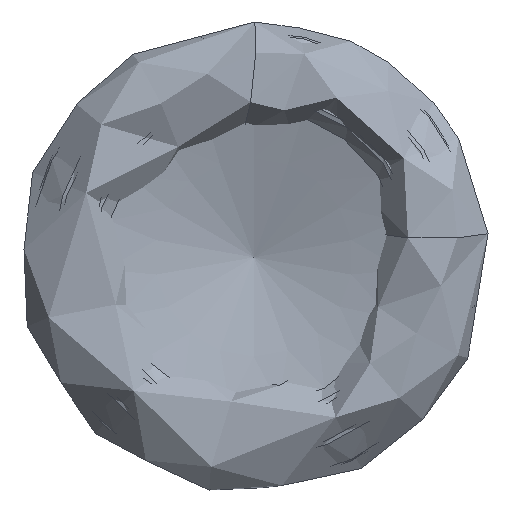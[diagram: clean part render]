
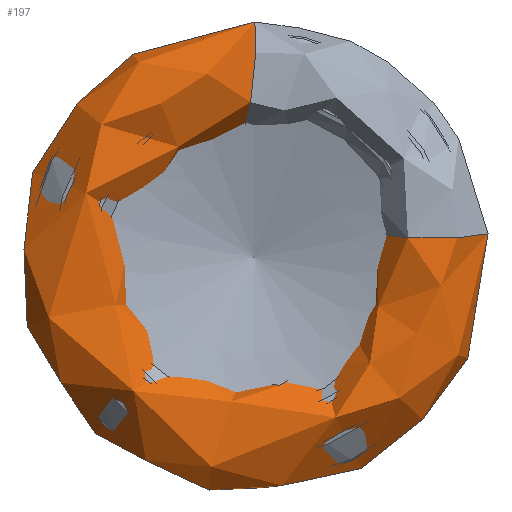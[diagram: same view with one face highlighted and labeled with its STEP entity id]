
A CAD part, left-side view. The second image highlights one B-rep face of the part: STEP entity #197.
In plain terms, the highlighted free-form (B-spline) face has degree [3, 3] with [7, 7] control points.
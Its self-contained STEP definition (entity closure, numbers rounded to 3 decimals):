
#197=ADVANCED_FACE('',(#218,#219),#216,.F.);
#216=(
BOUNDED_SURFACE()
B_SPLINE_SURFACE(3,3,((#488,#489,#490,#491,#492,#493,#494),(#495,#496,#497,
#498,#499,#500,#501),(#502,#503,#504,#505,#506,#507,#508),(#509,#510,#511,
#512,#513,#514,#515),(#516,#517,#518,#519,#520,#521,#522),(#523,#524,#525,
#526,#527,#528,#529),(#530,#531,#532,#533,#534,#535,#536)),
 .UNSPECIFIED.,.T.,.F.,.F.)
B_SPLINE_SURFACE_WITH_KNOTS((1,3,3,3,1),(4,3,4),(-0.5,0.,0.5,1.,1.5),(0.,
0.5,1.),.UNSPECIFIED.)
GEOMETRIC_REPRESENTATION_ITEM()
RATIONAL_B_SPLINE_SURFACE(((1.,0.572,0.572,1.,0.572,
0.572,1.),(0.333,0.191,0.191,
0.333,0.191,0.191,0.333),
(0.333,0.191,0.191,0.333,
0.191,0.191,0.333),(1.,0.572,
0.572,1.,0.572,0.572,1.),(0.333,
0.191,0.191,0.333,0.191,
0.191,0.333),(0.333,0.191,
0.191,0.333,0.191,0.191,
0.333),(1.,0.572,0.572,1.,0.572,
0.572,1.)))
REPRESENTATION_ITEM('')
SURFACE()
);
#218=FACE_BOUND('',#254,.T.);
#219=FACE_BOUND('',#255,.T.);
#254=EDGE_LOOP('',(#290));
#255=EDGE_LOOP('',(#291));
#290=ORIENTED_EDGE('',*,*,#345,.T.);
#291=ORIENTED_EDGE('',*,*,#346,.F.);
#326=VERTEX_POINT('',#485);
#327=VERTEX_POINT('',#487);
#345=EDGE_CURVE('',#326,#326,#363,.T.);
#346=EDGE_CURVE('',#327,#327,#364,.T.);
#363=CIRCLE('',#382,6.);
#364=CIRCLE('',#383,6.);
#382=AXIS2_PLACEMENT_3D('',#484,#416,#417);
#383=AXIS2_PLACEMENT_3D('',#486,#418,#419);
#416=DIRECTION('',(-0.105,0.989,0.104));
#417=DIRECTION('',(0.995,0.104,0.011));
#418=DIRECTION('',(-0.105,0.,0.995));
#419=DIRECTION('',(0.995,0.,0.105));
#484=CARTESIAN_POINT('',(5.967,0.637,19.034));
#485=CARTESIAN_POINT('',(11.934,1.26,19.1));
#486=CARTESIAN_POINT('',(5.967,-18.863,2.627));
#487=CARTESIAN_POINT('',(11.934,-18.863,3.254));
#488=CARTESIAN_POINT('',(11.934,-18.863,3.254));
#489=CARTESIAN_POINT('',(11.934,-22.403,-17.263));
#490=CARTESIAN_POINT('',(11.934,-4.516,-27.919));
#491=CARTESIAN_POINT('',(11.934,11.842,-15.039));
#492=CARTESIAN_POINT('',(11.934,28.2,-2.158));
#493=CARTESIAN_POINT('',(11.934,22.036,17.729));
#494=CARTESIAN_POINT('',(11.934,1.26,19.1));
#495=CARTESIAN_POINT('',(11.934,-6.863,3.254));
#496=CARTESIAN_POINT('',(11.934,-10.403,-4.21));
#497=CARTESIAN_POINT('',(11.934,-4.702,-10.19));
#498=CARTESIAN_POINT('',(11.934,2.923,-7.01));
#499=CARTESIAN_POINT('',(11.934,10.548,-3.83));
#500=CARTESIAN_POINT('',(11.934,10.312,4.428));
#501=CARTESIAN_POINT('',(11.934,2.517,7.166));
#502=CARTESIAN_POINT('',(0.,-6.863,2.));
#503=CARTESIAN_POINT('',(0.,-9.038,-5.465));
#504=CARTESIAN_POINT('',(0.,-2.849,-10.17));
#505=CARTESIAN_POINT('',(0.,3.762,-6.078));
#506=CARTESIAN_POINT('',(0.,10.374,-1.985));
#507=CARTESIAN_POINT('',(0.,8.922,5.653));
#508=CARTESIAN_POINT('',(0.,1.27,7.035));
#509=CARTESIAN_POINT('',(0.,-18.863,2.));
#510=CARTESIAN_POINT('',(0.,-21.038,-18.517));
#511=CARTESIAN_POINT('',(0.,-2.663,-27.9));
#512=CARTESIAN_POINT('',(0.,12.681,-14.106));
#513=CARTESIAN_POINT('',(0.,28.025,-0.313));
#514=CARTESIAN_POINT('',(0.,20.645,18.955));
#515=CARTESIAN_POINT('',(0.,0.013,18.969));
#516=CARTESIAN_POINT('',(0.,-30.863,2.));
#517=CARTESIAN_POINT('',(0.,-33.038,-31.57));
#518=CARTESIAN_POINT('',(0.,-2.477,-45.63));
#519=CARTESIAN_POINT('',(0.,21.6,-22.135));
#520=CARTESIAN_POINT('',(0.,45.676,1.36));
#521=CARTESIAN_POINT('',(0.,32.369,32.256));
#522=CARTESIAN_POINT('',(0.,-1.244,30.902));
#523=CARTESIAN_POINT('',(11.934,-30.863,3.254));
#524=CARTESIAN_POINT('',(11.934,-34.403,-30.316));
#525=CARTESIAN_POINT('',(11.934,-4.33,-45.649));
#526=CARTESIAN_POINT('',(11.934,20.761,-23.067));
#527=CARTESIAN_POINT('',(11.934,45.851,-0.486));
#528=CARTESIAN_POINT('',(11.934,33.759,31.03));
#529=CARTESIAN_POINT('',(11.934,0.003,31.034));
#530=CARTESIAN_POINT('',(11.934,-18.863,3.254));
#531=CARTESIAN_POINT('',(11.934,-22.403,-17.263));
#532=CARTESIAN_POINT('',(11.934,-4.516,-27.919));
#533=CARTESIAN_POINT('',(11.934,11.842,-15.039));
#534=CARTESIAN_POINT('',(11.934,28.2,-2.158));
#535=CARTESIAN_POINT('',(11.934,22.036,17.729));
#536=CARTESIAN_POINT('',(11.934,1.26,19.1));
